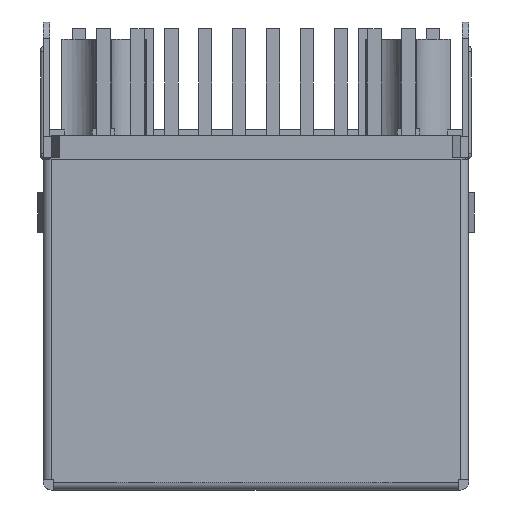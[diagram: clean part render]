
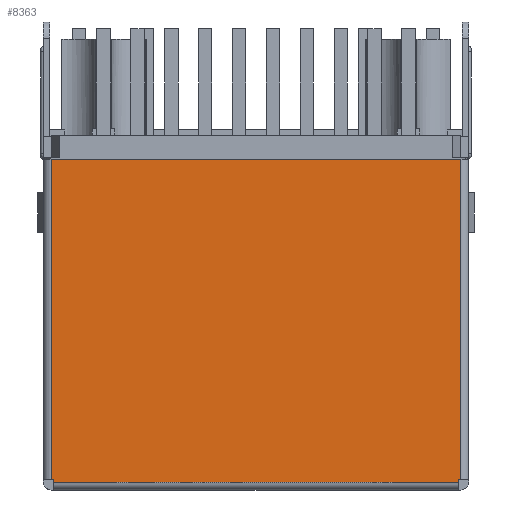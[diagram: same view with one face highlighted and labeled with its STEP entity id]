
A CAD part, front view. The second image highlights one B-rep face of the part: STEP entity #8363.
In plain terms, the highlighted planar face has unit normal (0, -1, 0).
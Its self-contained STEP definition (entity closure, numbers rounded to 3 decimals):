
#401=DIRECTION('',(1.,0.,0.));
#402=VECTOR('',#401,15.35);
#403=CARTESIAN_POINT('',(-7.675,0.,5.662));
#404=LINE('',#403,#402);
#405=DIRECTION('',(0.,0.,1.));
#406=VECTOR('',#405,12.012);
#407=CARTESIAN_POINT('',(7.675,0.,-6.35));
#408=LINE('',#407,#406);
#409=DIRECTION('',(-1.,0.,0.));
#410=VECTOR('',#409,0.1);
#411=CARTESIAN_POINT('',(7.675,0.,-6.35));
#412=LINE('',#411,#410);
#413=DIRECTION('',(0.,0.,1.));
#414=VECTOR('',#413,0.1);
#415=CARTESIAN_POINT('',(7.575,0.,-6.45));
#416=LINE('',#415,#414);
#417=DIRECTION('',(1.,0.,0.));
#418=VECTOR('',#417,15.15);
#419=CARTESIAN_POINT('',(-7.575,0.,-6.45));
#420=LINE('',#419,#418);
#421=DIRECTION('',(0.,0.,1.));
#422=VECTOR('',#421,0.1);
#423=CARTESIAN_POINT('',(-7.575,0.,-6.45));
#424=LINE('',#423,#422);
#425=DIRECTION('',(1.,0.,0.));
#426=VECTOR('',#425,0.1);
#427=CARTESIAN_POINT('',(-7.675,0.,-6.35));
#428=LINE('',#427,#426);
#429=DIRECTION('',(0.,0.,-1.));
#430=VECTOR('',#429,12.012);
#431=CARTESIAN_POINT('',(-7.675,0.,5.662));
#432=LINE('',#431,#430);
#6774=CARTESIAN_POINT('',(7.575,0.,-6.35));
#6775=VERTEX_POINT('',#6774);
#6776=CARTESIAN_POINT('',(-7.575,0.,-6.35));
#6777=VERTEX_POINT('',#6776);
#6778=CARTESIAN_POINT('',(-7.675,0.,-6.35));
#6780=VERTEX_POINT('',#6778);
#6788=CARTESIAN_POINT('',(7.675,0.,-6.35));
#6789=VERTEX_POINT('',#6788);
#6790=CARTESIAN_POINT('',(7.575,0.,-6.45));
#6792=VERTEX_POINT('',#6790);
#6796=CARTESIAN_POINT('',(-7.575,0.,-6.45));
#6797=VERTEX_POINT('',#6796);
#7018=CARTESIAN_POINT('',(-7.675,0.,5.662));
#7019=CARTESIAN_POINT('',(7.675,0.,5.662));
#7020=VERTEX_POINT('',#7018);
#7021=VERTEX_POINT('',#7019);
#8342=CARTESIAN_POINT('',(0.,0.,0.));
#8343=DIRECTION('',(0.,1.,0.));
#8344=DIRECTION('',(1.,0.,0.));
#8345=AXIS2_PLACEMENT_3D('',#8342,#8343,#8344);
#8346=PLANE('',#8345);
#8348=ORIENTED_EDGE('',*,*,#8347,.T.);
#8350=ORIENTED_EDGE('',*,*,#8349,.F.);
#8352=ORIENTED_EDGE('',*,*,#8351,.T.);
#8353=ORIENTED_EDGE('',*,*,#8333,.F.);
#8354=ORIENTED_EDGE('',*,*,#8322,.F.);
#8356=ORIENTED_EDGE('',*,*,#8355,.T.);
#8358=ORIENTED_EDGE('',*,*,#8357,.F.);
#8360=ORIENTED_EDGE('',*,*,#8359,.F.);
#8361=EDGE_LOOP('',(#8348,#8350,#8352,#8353,#8354,#8356,#8358,#8360));
#8362=FACE_OUTER_BOUND('',#8361,.F.);
#8322=EDGE_CURVE('',#6797,#6792,#420,.T.);
#8333=EDGE_CURVE('',#6792,#6775,#416,.T.);
#8347=EDGE_CURVE('',#7020,#7021,#404,.T.);
#8349=EDGE_CURVE('',#6789,#7021,#408,.T.);
#8351=EDGE_CURVE('',#6789,#6775,#412,.T.);
#8355=EDGE_CURVE('',#6797,#6777,#424,.T.);
#8357=EDGE_CURVE('',#6780,#6777,#428,.T.);
#8359=EDGE_CURVE('',#7020,#6780,#432,.T.);
#8363=ADVANCED_FACE('',(#8362),#8346,.F.);
